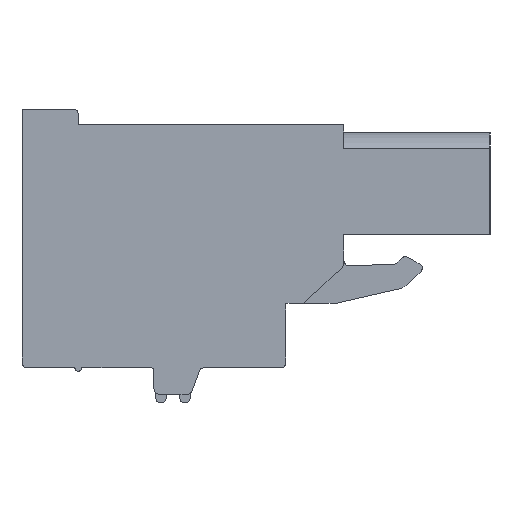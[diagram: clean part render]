
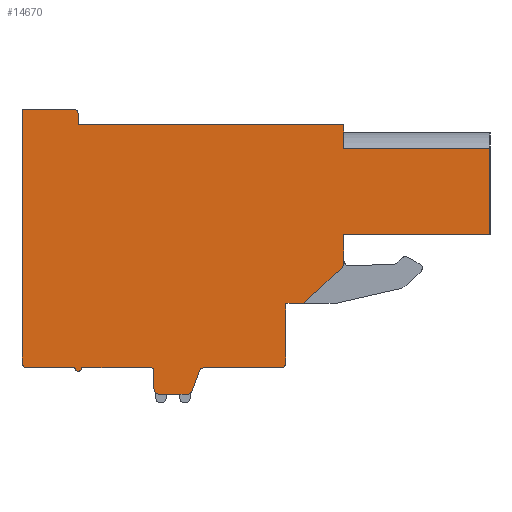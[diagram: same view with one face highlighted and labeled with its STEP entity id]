
A CAD part, left-side view. The second image highlights one B-rep face of the part: STEP entity #14670.
In plain terms, the highlighted planar face has unit normal (-1, 0, 0).
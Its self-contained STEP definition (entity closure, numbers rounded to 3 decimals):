
#1=DIRECTION('',(0.,1.,0.));
#2=VECTOR('',#1,8.3);
#3=CARTESIAN_POINT('',(0.,-13.96,5.635));
#4=LINE('',#3,#2);
#5=DIRECTION('',(0.,1.,0.));
#6=VECTOR('',#5,8.3);
#7=CARTESIAN_POINT('',(0.,-13.96,0.73));
#8=LINE('',#7,#6);
#9=DIRECTION('',(0.,0.,-1.));
#10=VECTOR('',#9,1.64);
#11=CARTESIAN_POINT('',(0.,-5.66,0.73));
#12=LINE('',#11,#10);
#13=CARTESIAN_POINT('',(0.,-5.36,-0.91));
#14=DIRECTION('',(1.,0.,0.));
#15=DIRECTION('',(0.,-1.,0.));
#16=AXIS2_PLACEMENT_3D('',#13,#14,#15);
#18=DIRECTION('',(0.,0.731,-0.683));
#19=VECTOR('',#18,3.018);
#20=CARTESIAN_POINT('',(0.,-5.565,-1.129));
#21=LINE('',#20,#19);
#22=DIRECTION('',(0.,1.,0.));
#23=VECTOR('',#22,1.);
#24=CARTESIAN_POINT('',(0.,-3.36,-3.19));
#25=LINE('',#24,#23);
#26=DIRECTION('',(0.,0.,-1.));
#27=VECTOR('',#26,0.5);
#28=CARTESIAN_POINT('',(0.,-2.36,-3.19));
#29=LINE('',#28,#27);
#30=DIRECTION('',(0.,0.,-1.));
#31=VECTOR('',#30,2.35);
#32=CARTESIAN_POINT('',(0.,-2.36,-3.69));
#33=LINE('',#32,#31);
#34=DIRECTION('',(0.,0.,-1.));
#35=VECTOR('',#34,0.5);
#36=CARTESIAN_POINT('',(0.,-2.36,-6.04));
#37=LINE('',#36,#35);
#38=CARTESIAN_POINT('',(0.,-2.06,-6.54));
#39=DIRECTION('',(1.,0.,0.));
#40=DIRECTION('',(0.,-1.,0.));
#41=AXIS2_PLACEMENT_3D('',#38,#39,#40);
#43=DIRECTION('',(0.,1.,0.));
#44=VECTOR('',#43,4.34);
#45=CARTESIAN_POINT('',(0.,-2.06,-6.84));
#46=LINE('',#45,#44);
#47=CARTESIAN_POINT('',(0.,2.28,-7.14));
#48=DIRECTION('',(-1.,0.,0.));
#49=DIRECTION('',(0.,0.,1.));
#50=AXIS2_PLACEMENT_3D('',#47,#48,#49);
#52=DIRECTION('',(0.,0.345,-0.939));
#53=VECTOR('',#52,1.179);
#54=CARTESIAN_POINT('',(0.,2.562,-7.037));
#55=LINE('',#54,#53);
#56=CARTESIAN_POINT('',(0.,3.25,-8.04));
#57=DIRECTION('',(1.,0.,0.));
#58=DIRECTION('',(0.,-0.939,-0.345));
#59=AXIS2_PLACEMENT_3D('',#56,#57,#58);
#61=DIRECTION('',(0.,1.,0.));
#62=VECTOR('',#61,1.59);
#63=CARTESIAN_POINT('',(0.,3.25,-8.34));
#64=LINE('',#63,#62);
#65=CARTESIAN_POINT('',(0.,4.84,-8.04));
#66=DIRECTION('',(1.,0.,0.));
#67=DIRECTION('',(0.,0.,-1.));
#68=AXIS2_PLACEMENT_3D('',#65,#66,#67);
#70=DIRECTION('',(0.,0.,1.));
#71=VECTOR('',#70,1.);
#72=CARTESIAN_POINT('',(0.,5.14,-8.04));
#73=LINE('',#72,#71);
#74=CARTESIAN_POINT('',(0.,5.34,-7.04));
#75=DIRECTION('',(-1.,0.,0.));
#76=DIRECTION('',(0.,-1.,0.));
#77=AXIS2_PLACEMENT_3D('',#74,#75,#76);
#79=DIRECTION('',(0.,1.,0.));
#80=VECTOR('',#79,3.9);
#81=CARTESIAN_POINT('',(0.,5.34,-6.84));
#82=LINE('',#81,#80);
#83=CARTESIAN_POINT('',(0.,9.44,-6.84));
#84=DIRECTION('',(1.,0.,0.));
#85=DIRECTION('',(0.,-1.,0.));
#86=AXIS2_PLACEMENT_3D('',#83,#84,#85);
#88=DIRECTION('',(0.,1.,0.));
#89=VECTOR('',#88,2.7);
#90=CARTESIAN_POINT('',(0.,9.64,-6.84));
#91=LINE('',#90,#89);
#92=CARTESIAN_POINT('',(0.,12.34,-6.54));
#93=DIRECTION('',(1.,0.,0.));
#94=DIRECTION('',(0.,0.,-1.));
#95=AXIS2_PLACEMENT_3D('',#92,#93,#94);
#97=DIRECTION('',(0.,0.,1.));
#98=VECTOR('',#97,0.5);
#99=CARTESIAN_POINT('',(0.,12.64,-6.54));
#100=LINE('',#99,#98);
#101=DIRECTION('',(0.,0.,1.));
#102=VECTOR('',#101,13.9);
#103=CARTESIAN_POINT('',(0.,12.64,-6.04));
#104=LINE('',#103,#102);
#105=DIRECTION('',(0.,-1.,0.));
#106=VECTOR('',#105,2.9);
#107=CARTESIAN_POINT('',(0.,12.64,7.86));
#108=LINE('',#107,#106);
#109=CARTESIAN_POINT('',(0.,9.74,7.56));
#110=DIRECTION('',(1.,0.,0.));
#111=DIRECTION('',(0.,0.,1.));
#112=AXIS2_PLACEMENT_3D('',#109,#110,#111);
#114=DIRECTION('',(0.,0.,-1.));
#115=VECTOR('',#114,0.6);
#116=CARTESIAN_POINT('',(0.,9.44,7.56));
#117=LINE('',#116,#115);
#118=DIRECTION('',(0.,-1.,0.));
#119=VECTOR('',#118,15.1);
#120=CARTESIAN_POINT('',(0.,9.44,6.96));
#121=LINE('',#120,#119);
#292=DIRECTION('',(0.,0.,1.));
#293=VECTOR('',#292,1.325);
#294=CARTESIAN_POINT('',(0.,-5.66,5.635));
#295=LINE('',#294,#293);
#825=DIRECTION('',(0.,0.,1.));
#826=VECTOR('',#825,4.905);
#827=CARTESIAN_POINT('',(0.,-13.96,0.73));
#828=LINE('',#827,#826);
#11115=CARTESIAN_POINT('',(0.,12.34,-6.84));
#11116=CARTESIAN_POINT('',(0.,12.64,-6.54));
#11117=VERTEX_POINT('',#11115);
#11118=VERTEX_POINT('',#11116);
#11119=CARTESIAN_POINT('',(0.,12.64,-6.04));
#11120=VERTEX_POINT('',#11119);
#11121=CARTESIAN_POINT('',(0.,12.64,7.86));
#11122=VERTEX_POINT('',#11121);
#11123=CARTESIAN_POINT('',(0.,9.74,7.86));
#11124=VERTEX_POINT('',#11123);
#11125=CARTESIAN_POINT('',(0.,9.44,7.56));
#11126=VERTEX_POINT('',#11125);
#11127=CARTESIAN_POINT('',(0.,9.44,6.96));
#11128=VERTEX_POINT('',#11127);
#11129=CARTESIAN_POINT('',(0.,-5.66,6.96));
#11130=VERTEX_POINT('',#11129);
#11131=CARTESIAN_POINT('',(0.,-13.96,0.73));
#11132=CARTESIAN_POINT('',(0.,-5.66,0.73));
#11133=VERTEX_POINT('',#11131);
#11134=VERTEX_POINT('',#11132);
#11135=CARTESIAN_POINT('',(0.,-5.66,-0.91));
#11136=VERTEX_POINT('',#11135);
#11137=CARTESIAN_POINT('',(0.,-5.565,-1.129));
#11138=VERTEX_POINT('',#11137);
#11139=CARTESIAN_POINT('',(0.,-3.36,-3.19));
#11140=VERTEX_POINT('',#11139);
#11141=CARTESIAN_POINT('',(0.,-2.36,-3.19));
#11142=VERTEX_POINT('',#11141);
#11143=CARTESIAN_POINT('',(0.,-2.36,-3.69));
#11144=VERTEX_POINT('',#11143);
#11145=CARTESIAN_POINT('',(0.,-2.36,-6.04));
#11146=VERTEX_POINT('',#11145);
#11147=CARTESIAN_POINT('',(0.,-2.36,-6.54));
#11148=VERTEX_POINT('',#11147);
#11149=CARTESIAN_POINT('',(0.,-2.06,-6.84));
#11150=VERTEX_POINT('',#11149);
#11151=CARTESIAN_POINT('',(0.,2.28,-6.84));
#11152=VERTEX_POINT('',#11151);
#11153=CARTESIAN_POINT('',(0.,2.562,-7.037));
#11154=VERTEX_POINT('',#11153);
#11155=CARTESIAN_POINT('',(0.,2.968,-8.143));
#11156=VERTEX_POINT('',#11155);
#11157=CARTESIAN_POINT('',(0.,3.25,-8.34));
#11158=VERTEX_POINT('',#11157);
#11159=CARTESIAN_POINT('',(0.,4.84,-8.34));
#11160=VERTEX_POINT('',#11159);
#11161=CARTESIAN_POINT('',(0.,5.14,-8.04));
#11162=VERTEX_POINT('',#11161);
#11163=CARTESIAN_POINT('',(0.,5.14,-7.04));
#11164=VERTEX_POINT('',#11163);
#11165=CARTESIAN_POINT('',(0.,5.34,-6.84));
#11166=VERTEX_POINT('',#11165);
#11167=CARTESIAN_POINT('',(0.,9.24,-6.84));
#11168=VERTEX_POINT('',#11167);
#11169=CARTESIAN_POINT('',(0.,9.64,-6.84));
#11170=VERTEX_POINT('',#11169);
#11475=CARTESIAN_POINT('',(0.,-13.96,5.635));
#11476=CARTESIAN_POINT('',(0.,-5.66,5.635));
#11477=VERTEX_POINT('',#11475);
#11478=VERTEX_POINT('',#11476);
#14603=CARTESIAN_POINT('',(0.,0.,0.));
#14604=DIRECTION('',(1.,0.,0.));
#14605=DIRECTION('',(0.,-1.,0.));
#14606=AXIS2_PLACEMENT_3D('',#14603,#14604,#14605);
#14607=PLANE('',#14606);
#14609=ORIENTED_EDGE('',*,*,#14608,.F.);
#14611=ORIENTED_EDGE('',*,*,#14610,.F.);
#14613=ORIENTED_EDGE('',*,*,#14612,.T.);
#14615=ORIENTED_EDGE('',*,*,#14614,.T.);
#14617=ORIENTED_EDGE('',*,*,#14616,.T.);
#14619=ORIENTED_EDGE('',*,*,#14618,.T.);
#14621=ORIENTED_EDGE('',*,*,#14620,.T.);
#14623=ORIENTED_EDGE('',*,*,#14622,.T.);
#14625=ORIENTED_EDGE('',*,*,#14624,.T.);
#14627=ORIENTED_EDGE('',*,*,#14626,.T.);
#14629=ORIENTED_EDGE('',*,*,#14628,.T.);
#14631=ORIENTED_EDGE('',*,*,#14630,.T.);
#14633=ORIENTED_EDGE('',*,*,#14632,.T.);
#14635=ORIENTED_EDGE('',*,*,#14634,.T.);
#14637=ORIENTED_EDGE('',*,*,#14636,.T.);
#14639=ORIENTED_EDGE('',*,*,#14638,.T.);
#14641=ORIENTED_EDGE('',*,*,#14640,.T.);
#14643=ORIENTED_EDGE('',*,*,#14642,.T.);
#14645=ORIENTED_EDGE('',*,*,#14644,.T.);
#14647=ORIENTED_EDGE('',*,*,#14646,.T.);
#14649=ORIENTED_EDGE('',*,*,#14648,.T.);
#14651=ORIENTED_EDGE('',*,*,#14650,.T.);
#14653=ORIENTED_EDGE('',*,*,#14652,.T.);
#14655=ORIENTED_EDGE('',*,*,#14654,.T.);
#14657=ORIENTED_EDGE('',*,*,#14656,.T.);
#14659=ORIENTED_EDGE('',*,*,#14658,.T.);
#14661=ORIENTED_EDGE('',*,*,#14660,.T.);
#14663=ORIENTED_EDGE('',*,*,#14662,.T.);
#14665=ORIENTED_EDGE('',*,*,#14664,.T.);
#14667=ORIENTED_EDGE('',*,*,#14666,.F.);
#14668=EDGE_LOOP('',(#14609,#14611,#14613,#14615,#14617,#14619,#14621,#14623,
#14625,#14627,#14629,#14631,#14633,#14635,#14637,#14639,#14641,#14643,#14645,
#14647,#14649,#14651,#14653,#14655,#14657,#14659,#14661,#14663,#14665,#14667));
#14669=FACE_OUTER_BOUND('',#14668,.F.);
#14670=ADVANCED_FACE('',(#14669),#14607,.F.);
#17=CIRCLE('',#16,0.3);
#42=CIRCLE('',#41,0.3);
#51=CIRCLE('',#50,0.3);
#60=CIRCLE('',#59,0.3);
#69=CIRCLE('',#68,0.3);
#78=CIRCLE('',#77,0.2);
#87=CIRCLE('',#86,0.2);
#96=CIRCLE('',#95,0.3);
#113=CIRCLE('',#112,0.3);
#14608=EDGE_CURVE('',#11477,#11478,#4,.T.);
#14610=EDGE_CURVE('',#11133,#11477,#828,.T.);
#14612=EDGE_CURVE('',#11133,#11134,#8,.T.);
#14614=EDGE_CURVE('',#11134,#11136,#12,.T.);
#14616=EDGE_CURVE('',#11136,#11138,#17,.T.);
#14618=EDGE_CURVE('',#11138,#11140,#21,.T.);
#14620=EDGE_CURVE('',#11140,#11142,#25,.T.);
#14622=EDGE_CURVE('',#11142,#11144,#29,.T.);
#14624=EDGE_CURVE('',#11144,#11146,#33,.T.);
#14626=EDGE_CURVE('',#11146,#11148,#37,.T.);
#14628=EDGE_CURVE('',#11148,#11150,#42,.T.);
#14630=EDGE_CURVE('',#11150,#11152,#46,.T.);
#14632=EDGE_CURVE('',#11152,#11154,#51,.T.);
#14634=EDGE_CURVE('',#11154,#11156,#55,.T.);
#14636=EDGE_CURVE('',#11156,#11158,#60,.T.);
#14638=EDGE_CURVE('',#11158,#11160,#64,.T.);
#14640=EDGE_CURVE('',#11160,#11162,#69,.T.);
#14642=EDGE_CURVE('',#11162,#11164,#73,.T.);
#14644=EDGE_CURVE('',#11164,#11166,#78,.T.);
#14646=EDGE_CURVE('',#11166,#11168,#82,.T.);
#14648=EDGE_CURVE('',#11168,#11170,#87,.T.);
#14650=EDGE_CURVE('',#11170,#11117,#91,.T.);
#14652=EDGE_CURVE('',#11117,#11118,#96,.T.);
#14654=EDGE_CURVE('',#11118,#11120,#100,.T.);
#14656=EDGE_CURVE('',#11120,#11122,#104,.T.);
#14658=EDGE_CURVE('',#11122,#11124,#108,.T.);
#14660=EDGE_CURVE('',#11124,#11126,#113,.T.);
#14662=EDGE_CURVE('',#11126,#11128,#117,.T.);
#14664=EDGE_CURVE('',#11128,#11130,#121,.T.);
#14666=EDGE_CURVE('',#11478,#11130,#295,.T.);
